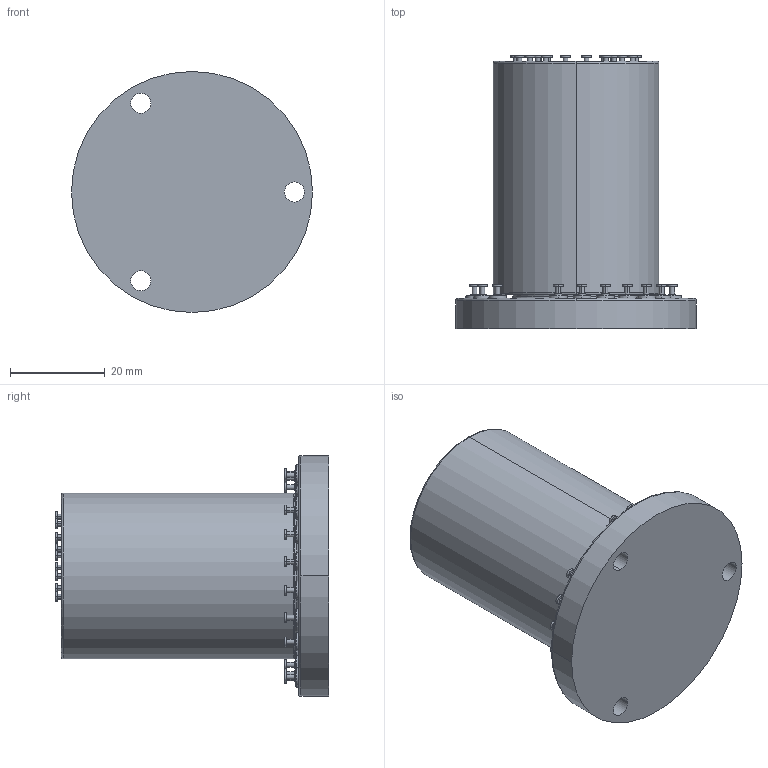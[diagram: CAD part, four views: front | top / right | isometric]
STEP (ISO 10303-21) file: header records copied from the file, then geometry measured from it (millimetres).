
FILE_DESCRIPTION (( 'STEP AP203' ), '1' );
FILE_NAME ('1007841.STEP', '2017-06-06T15:57:09', ( '' ), ( '' ), 'SwSTEP 2.0', 'SolidWorks 2014', '' );
FILE_SCHEMA (( 'CONFIG_CONTROL_DESIGN' ));
Length unit declared in the file: inch
Products named in the file (1): 1007841
Bounding box: 50.77 x 57.61 x 50.77 mm (x, y, z)
Volume: 59166.3 mm3; surface area: 12514.9 mm2
Topology: 1 solids, 1 shells, 594 faces, 1252 edges, 824 vertices
Faces by surface type: cylinder 338, plane 168, cone 80, torus 8
Entity records: 16419 total; most frequent: DIRECTION 3270, CARTESIAN_POINT 2671, ORIENTED_EDGE 2504, AXIS2_PLACEMENT_3D 1423, EDGE_CURVE 1252, CIRCLE 828, VERTEX_POINT 824, EDGE_LOOP 764
